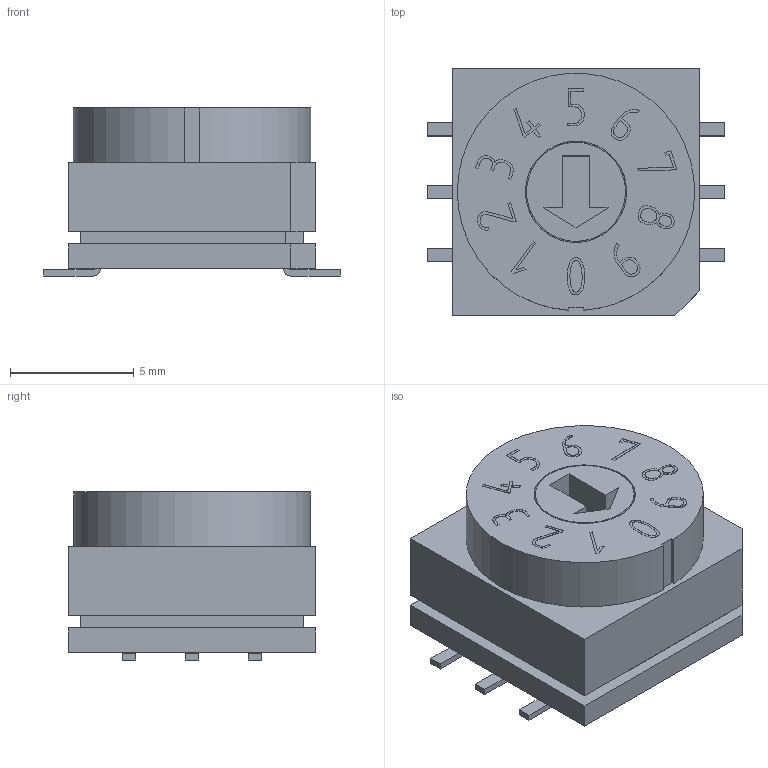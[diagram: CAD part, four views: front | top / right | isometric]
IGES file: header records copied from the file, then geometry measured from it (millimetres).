
Start section: C
Global section: file name: 42852132081x_10_Pos.igs; native system: By Siemens PLM Incorporated; preprocessor: XPlus GENERIC/IGES 17.0.49; author: Author; organization: Title; date: 20151104.165038; units: millimetre
Bounding box: 12 x 10 x 6.8 mm (x, y, z)
Volume: 574.4 mm3; surface area: 562 mm2
Topology: 1 solids, 1 shells, 168 faces, 417 edges, 278 vertices
Faces by surface type: bspline 168
